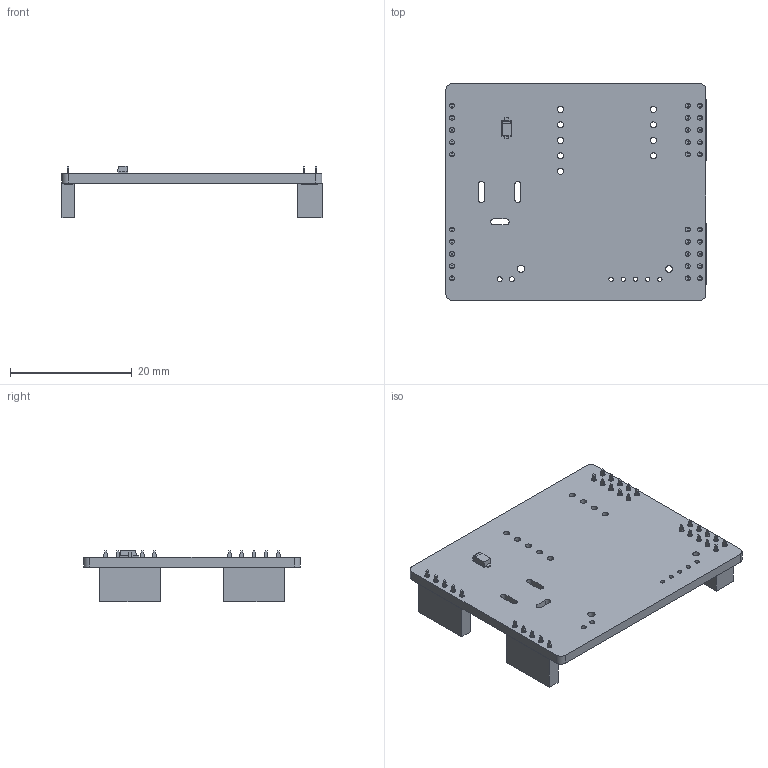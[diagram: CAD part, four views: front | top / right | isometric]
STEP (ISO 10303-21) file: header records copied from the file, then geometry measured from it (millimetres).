
FILE_DESCRIPTION(('KiCad electronic assembly'),'2;1');
FILE_NAME('LED_MATRIX_ATOM_UNIT.step','2022-11-08T21:50:49',('Pcbnew'),( 'Kicad'),'Open CASCADE STEP processor 7.5','KiCad to STEP converter' ,'Unknown');
FILE_SCHEMA(('AUTOMOTIVE_DESIGN { 1 0 10303 214 1 1 1 1 }'));
Length unit declared in the file: millimetre
Products named in the file (8): LED_MATRIX_ATOM_UNIT 1; D_SOD-123F; SOLID; PinSocket_1x05_P2.00mm_Vertical; PinSocket_2x05_P2.00mm_Vertical; LED_MATRIX_ATOM_UNIT PCB
Assembly tree (9 placements, depth 3):
  LED_MATRIX_ATOM_UNIT 1
    D_SOD-123F
      SOLID
    PinSocket_1x05_P2.00mm_Vertical  x2
      SOLID
    PinSocket_2x05_P2.00mm_Vertical  x2
      SOLID
    LED_MATRIX_ATOM_UNIT PCB
Bounding box: 42.64 x 35.55 x 8.4 mm (x, y, z)
Volume: 2983.4 mm3; surface area: 4787.6 mm2
Topology: 6 solids, 6 shells, 1067 faces, 2760 edges, 1796 vertices
Faces by surface type: bspline 997, cylinder 58, plane 12
Full cylindrical faces by diameter (mm): 0.7 x5, 0.8 x32, 1 x9, 1.1 x1, 1.2 x1
Entity records: 37196 total; most frequent: CARTESIAN_POINT 11640, B_SPLINE_CURVE_WITH_KNOTS 3924, ORIENTED_EDGE 3024, PCURVE 3024, DEFINITIONAL_REPRESENTATION 3024, EDGE_CURVE 1512, SURFACE_CURVE 1464, VERTEX_POINT 984
